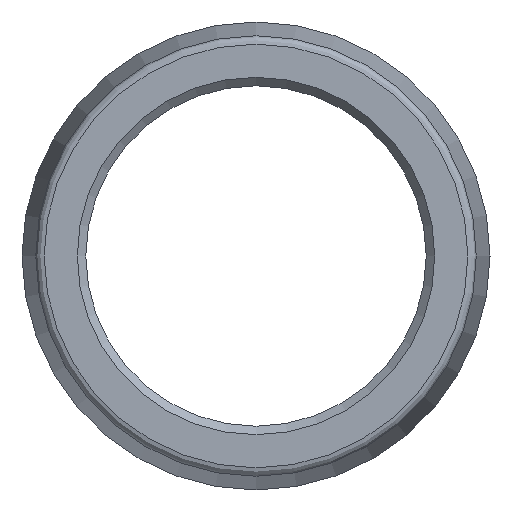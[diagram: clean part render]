
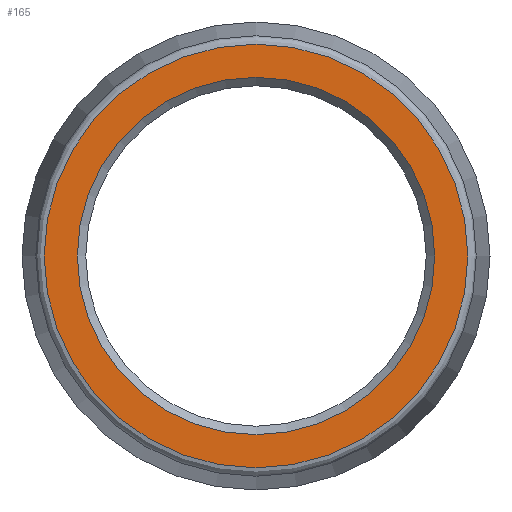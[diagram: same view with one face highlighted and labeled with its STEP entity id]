
A CAD part, left-side view. The second image highlights one B-rep face of the part: STEP entity #165.
In plain terms, the highlighted planar face has unit normal (-1, 0, 0).
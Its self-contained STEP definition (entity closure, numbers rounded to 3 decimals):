
#38=FACE_BOUND('',#57,.T.);
#40=PLANE('',#224);
#45=FACE_OUTER_BOUND('',#56,.T.);
#56=EDGE_LOOP('',(#132));
#57=EDGE_LOOP('',(#133));
#72=CIRCLE('',#223,4.98);
#73=CIRCLE('',#225,4.2);
#86=VERTEX_POINT('',#323);
#87=VERTEX_POINT('',#327);
#103=EDGE_CURVE('',#86,#86,#72,.T.);
#104=EDGE_CURVE('',#87,#87,#73,.T.);
#132=ORIENTED_EDGE('',*,*,#103,.F.);
#133=ORIENTED_EDGE('',*,*,#104,.F.);
#165=ADVANCED_FACE('',(#45,#38),#40,.T.);
#223=AXIS2_PLACEMENT_3D('',#325,#268,#269);
#224=AXIS2_PLACEMENT_3D('',#326,#270,#271);
#225=AXIS2_PLACEMENT_3D('',#328,#272,#273);
#268=DIRECTION('center_axis',(1.,0.,0.));
#269=DIRECTION('ref_axis',(0.,-1.,0.));
#270=DIRECTION('center_axis',(-1.,0.,0.));
#271=DIRECTION('ref_axis',(0.,0.,1.));
#272=DIRECTION('center_axis',(-1.,0.,0.));
#273=DIRECTION('ref_axis',(0.,-1.,0.));
#323=CARTESIAN_POINT('',(0.,0.,4.98));
#325=CARTESIAN_POINT('Origin',(0.,0.,0.));
#326=CARTESIAN_POINT('Origin',(0.,5.147,0.));
#327=CARTESIAN_POINT('',(0.,4.2,0.));
#328=CARTESIAN_POINT('Origin',(0.,0.,0.));
